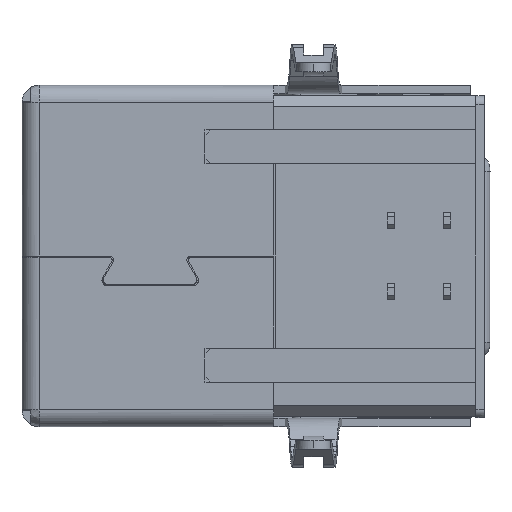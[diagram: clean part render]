
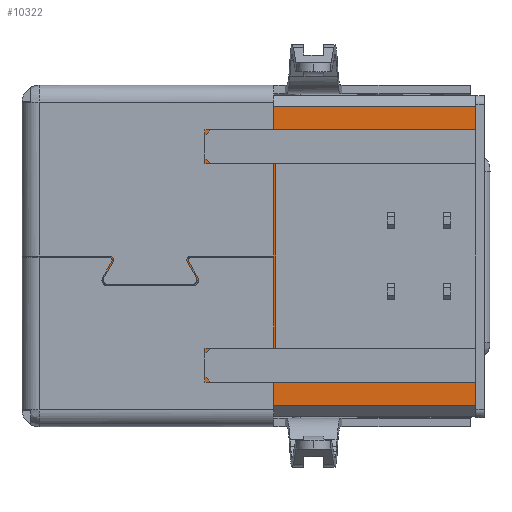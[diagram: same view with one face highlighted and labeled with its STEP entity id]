
A CAD part, front view. The second image highlights one B-rep face of the part: STEP entity #10322.
In plain terms, the highlighted planar face has unit normal (0, -1, 0).
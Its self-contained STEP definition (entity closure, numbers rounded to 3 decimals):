
#52 = ORIENTED_EDGE ( 'NONE', *, *, #19833, .F. ) ;
#79 = VERTEX_POINT ( 'NONE', #16998 ) ;
#115 = LINE ( 'NONE', #5895, #4540 ) ;
#159 = LINE ( 'NONE', #9929, #19646 ) ;
#165 = ORIENTED_EDGE ( 'NONE', *, *, #21168, .F. ) ;
#197 = CARTESIAN_POINT ( 'NONE',  ( -51.183, 68.314, 0. ) ) ;
#332 = ORIENTED_EDGE ( 'NONE', *, *, #13958, .F. ) ;
#427 = ORIENTED_EDGE ( 'NONE', *, *, #19369, .T. ) ;
#484 = DIRECTION ( 'NONE',  ( 0., 0., 1. ) ) ;
#522 = DIRECTION ( 'NONE',  ( -1., 0., 0. ) ) ;
#681 = DIRECTION ( 'NONE',  ( -1., 0., 0. ) ) ;
#717 = LINE ( 'NONE', #21157, #10166 ) ;
#1138 = CARTESIAN_POINT ( 'NONE',  ( -50.983, 68.314, -2.425 ) ) ;
#1615 = PLANE ( 'NONE',  #14228 ) ;
#1674 = LINE ( 'NONE', #16531, #11738 ) ;
#1996 = VERTEX_POINT ( 'NONE', #18836 ) ;
#2117 = LINE ( 'NONE', #10349, #16608 ) ;
#2276 = VECTOR ( 'NONE', #6931, 1000. ) ;
#2303 = CARTESIAN_POINT ( 'NONE',  ( -48.683, 68.314, -1.225 ) ) ;
#2338 = LINE ( 'NONE', #10268, #21179 ) ;
#3195 = LINE ( 'NONE', #3730, #15909 ) ;
#3292 = DIRECTION ( 'NONE',  ( 1., 0., 0. ) ) ;
#3358 = CARTESIAN_POINT ( 'NONE',  ( -51.183, 68.314, -9.925 ) ) ;
#3480 = VECTOR ( 'NONE', #20248, 1000. ) ;
#3711 = ORIENTED_EDGE ( 'NONE', *, *, #10645, .F. ) ;
#3730 = CARTESIAN_POINT ( 'NONE',  ( -51.183, 68.314, -2.225 ) ) ;
#4181 = DIRECTION ( 'NONE',  ( 0., 0., -1. ) ) ;
#4254 = EDGE_CURVE ( 'NONE', #7680, #13267, #14585, .T. ) ;
#4278 = CARTESIAN_POINT ( 'NONE',  ( -50.983, 68.314, -10.125 ) ) ;
#4432 = ORIENTED_EDGE ( 'NONE', *, *, #22889, .F. ) ;
#4540 = VECTOR ( 'NONE', #17228, 1000. ) ;
#4975 = EDGE_CURVE ( 'NONE', #22746, #20269, #11753, .T. ) ;
#5024 = CARTESIAN_POINT ( 'NONE',  ( -51.183, 68.314, -9.925 ) ) ;
#5293 = CARTESIAN_POINT ( 'NONE',  ( -51.183, 68.314, -2.225 ) ) ;
#5426 = DIRECTION ( 'NONE',  ( -1., 0., 0. ) ) ;
#5628 = DIRECTION ( 'NONE',  ( 0.707, 0., -0.707 ) ) ;
#5729 = LINE ( 'NONE', #17476, #10154 ) ;
#5895 = CARTESIAN_POINT ( 'NONE',  ( -56.64, 68.314, -1.225 ) ) ;
#5957 = CARTESIAN_POINT ( 'NONE',  ( -56.64, 68.314, -10.95 ) ) ;
#6183 = ORIENTED_EDGE ( 'NONE', *, *, #8696, .T. ) ;
#6311 = VECTOR ( 'NONE', #11595, 1000. ) ;
#6323 = EDGE_CURVE ( 'NONE', #79, #21315, #159, .T. ) ;
#6931 = DIRECTION ( 'NONE',  ( 0.707, 0., -0.707 ) ) ;
#7061 = FACE_OUTER_BOUND ( 'NONE', #12985, .T. ) ;
#7289 = LINE ( 'NONE', #5024, #2276 ) ;
#7299 = CARTESIAN_POINT ( 'NONE',  ( -51.183, 68.314, 0. ) ) ;
#7498 = LINE ( 'NONE', #197, #6311 ) ;
#7556 = LINE ( 'NONE', #2303, #21935 ) ;
#7680 = VERTEX_POINT ( 'NONE', #8307 ) ;
#7936 = VERTEX_POINT ( 'NONE', #20843 ) ;
#8027 = DIRECTION ( 'NONE',  ( 0., 0., 1. ) ) ;
#8182 = CARTESIAN_POINT ( 'NONE',  ( -40.063, 68.314, -10.95 ) ) ;
#8307 = CARTESIAN_POINT ( 'NONE',  ( -41.633, 68.314, -10.95 ) ) ;
#8696 = EDGE_CURVE ( 'NONE', #18449, #13498, #2117, .T. ) ;
#8939 = LINE ( 'NONE', #7299, #17835 ) ;
#8960 = CARTESIAN_POINT ( 'NONE',  ( -41.633, 68.314, -0.4 ) ) ;
#9290 = ORIENTED_EDGE ( 'NONE', *, *, #4254, .F. ) ;
#9338 = CARTESIAN_POINT ( 'NONE',  ( -50.983, 68.314, -1.225 ) ) ;
#9673 = VERTEX_POINT ( 'NONE', #8960 ) ;
#9737 = DIRECTION ( 'NONE',  ( -0.707, 0., -0.707 ) ) ;
#9929 = CARTESIAN_POINT ( 'NONE',  ( -40.063, 68.314, -10.125 ) ) ;
#10154 = VECTOR ( 'NONE', #8027, 1000. ) ;
#10166 = VECTOR ( 'NONE', #484, 1000. ) ;
#10268 = CARTESIAN_POINT ( 'NONE',  ( -40.063, 68.314, -0.4 ) ) ;
#10322 = ADVANCED_FACE ( 'NONE', ( #7061 ), #1615, .F. ) ;
#10349 = CARTESIAN_POINT ( 'NONE',  ( -40.063, 68.314, -2.425 ) ) ;
#10645 = EDGE_CURVE ( 'NONE', #7936, #9673, #2338, .T. ) ;
#10903 = CARTESIAN_POINT ( 'NONE',  ( -48.683, 68.314, -2.425 ) ) ;
#11595 = DIRECTION ( 'NONE',  ( 0., 0., -1. ) ) ;
#11738 = VECTOR ( 'NONE', #3292, 1000. ) ;
#11753 = LINE ( 'NONE', #16095, #21135 ) ;
#11829 = ORIENTED_EDGE ( 'NONE', *, *, #4975, .T. ) ;
#11955 = LINE ( 'NONE', #19159, #21331 ) ;
#12338 = CARTESIAN_POINT ( 'NONE',  ( -41.633, 68.314, -1.225 ) ) ;
#12982 = DIRECTION ( 'NONE',  ( 0., 0., -1. ) ) ;
#12985 = EDGE_LOOP ( 'NONE', ( #22770, #20746, #52, #427, #165, #6183, #15038, #332, #4432, #11829, #15704, #3711, #20464, #9290, #19641, #16604 ) ) ;
#13267 = VERTEX_POINT ( 'NONE', #5957 ) ;
#13498 = VERTEX_POINT ( 'NONE', #1138 ) ;
#13521 = LINE ( 'NONE', #16504, #3480 ) ;
#13958 = EDGE_CURVE ( 'NONE', #21216, #18480, #7498, .T. ) ;
#14034 = EDGE_CURVE ( 'NONE', #20269, #9673, #5729, .T. ) ;
#14228 = AXIS2_PLACEMENT_3D ( 'NONE', #22250, #16758, #5426 ) ;
#14238 = VERTEX_POINT ( 'NONE', #20044 ) ;
#14585 = LINE ( 'NONE', #8182, #19031 ) ;
#15038 = ORIENTED_EDGE ( 'NONE', *, *, #18591, .F. ) ;
#15415 = EDGE_CURVE ( 'NONE', #1996, #21554, #8939, .T. ) ;
#15704 = ORIENTED_EDGE ( 'NONE', *, *, #14034, .T. ) ;
#15909 = VECTOR ( 'NONE', #5628, 1000. ) ;
#16073 = DIRECTION ( 'NONE',  ( -1., 0., 0. ) ) ;
#16095 = CARTESIAN_POINT ( 'NONE',  ( -40.063, 68.314, -1.225 ) ) ;
#16504 = CARTESIAN_POINT ( 'NONE',  ( -50.983, 68.314, -8.925 ) ) ;
#16531 = CARTESIAN_POINT ( 'NONE',  ( -57.333, 68.314, -8.925 ) ) ;
#16604 = ORIENTED_EDGE ( 'NONE', *, *, #6323, .T. ) ;
#16608 = VECTOR ( 'NONE', #16073, 1000. ) ;
#16758 = DIRECTION ( 'NONE',  ( 0., 1., 0. ) ) ;
#16814 = VERTEX_POINT ( 'NONE', #21105 ) ;
#16998 = CARTESIAN_POINT ( 'NONE',  ( -41.633, 68.314, -10.125 ) ) ;
#17228 = DIRECTION ( 'NONE',  ( 0., 0., 1. ) ) ;
#17476 = CARTESIAN_POINT ( 'NONE',  ( -41.633, 68.314, -0.885 ) ) ;
#17835 = VECTOR ( 'NONE', #12982, 1000. ) ;
#18004 = DIRECTION ( 'NONE',  ( 1., 0., 0. ) ) ;
#18449 = VERTEX_POINT ( 'NONE', #10903 ) ;
#18480 = VERTEX_POINT ( 'NONE', #5293 ) ;
#18591 = EDGE_CURVE ( 'NONE', #18480, #13498, #3195, .T. ) ;
#18836 = CARTESIAN_POINT ( 'NONE',  ( -51.183, 68.314, -9.125 ) ) ;
#19031 = VECTOR ( 'NONE', #681, 1000. ) ;
#19159 = CARTESIAN_POINT ( 'NONE',  ( -51.083, 68.314, -1.325 ) ) ;
#19334 = EDGE_CURVE ( 'NONE', #21554, #21315, #7289, .T. ) ;
#19369 = EDGE_CURVE ( 'NONE', #14238, #16814, #1674, .T. ) ;
#19641 = ORIENTED_EDGE ( 'NONE', *, *, #22947, .T. ) ;
#19646 = VECTOR ( 'NONE', #522, 1000. ) ;
#19833 = EDGE_CURVE ( 'NONE', #14238, #1996, #13521, .T. ) ;
#20044 = CARTESIAN_POINT ( 'NONE',  ( -50.983, 68.314, -8.925 ) ) ;
#20248 = DIRECTION ( 'NONE',  ( -0.707, 0., -0.707 ) ) ;
#20269 = VERTEX_POINT ( 'NONE', #12338 ) ;
#20464 = ORIENTED_EDGE ( 'NONE', *, *, #22245, .F. ) ;
#20746 = ORIENTED_EDGE ( 'NONE', *, *, #15415, .F. ) ;
#20843 = CARTESIAN_POINT ( 'NONE',  ( -56.64, 68.314, -0.4 ) ) ;
#20916 = CARTESIAN_POINT ( 'NONE',  ( -51.183, 68.314, -1.425 ) ) ;
#21105 = CARTESIAN_POINT ( 'NONE',  ( -48.683, 68.314, -8.925 ) ) ;
#21135 = VECTOR ( 'NONE', #18004, 1000. ) ;
#21157 = CARTESIAN_POINT ( 'NONE',  ( -41.633, 68.314, -0.885 ) ) ;
#21168 = EDGE_CURVE ( 'NONE', #18449, #16814, #7556, .T. ) ;
#21179 = VECTOR ( 'NONE', #21506, 1000. ) ;
#21216 = VERTEX_POINT ( 'NONE', #20916 ) ;
#21315 = VERTEX_POINT ( 'NONE', #4278 ) ;
#21331 = VECTOR ( 'NONE', #9737, 1000. ) ;
#21506 = DIRECTION ( 'NONE',  ( 1., 0., 0. ) ) ;
#21554 = VERTEX_POINT ( 'NONE', #3358 ) ;
#21935 = VECTOR ( 'NONE', #4181, 1000. ) ;
#22245 = EDGE_CURVE ( 'NONE', #13267, #7936, #115, .T. ) ;
#22250 = CARTESIAN_POINT ( 'NONE',  ( -40.063, 68.314, -1.225 ) ) ;
#22746 = VERTEX_POINT ( 'NONE', #9338 ) ;
#22770 = ORIENTED_EDGE ( 'NONE', *, *, #19334, .F. ) ;
#22889 = EDGE_CURVE ( 'NONE', #22746, #21216, #11955, .T. ) ;
#22947 = EDGE_CURVE ( 'NONE', #7680, #79, #717, .T. ) ;
